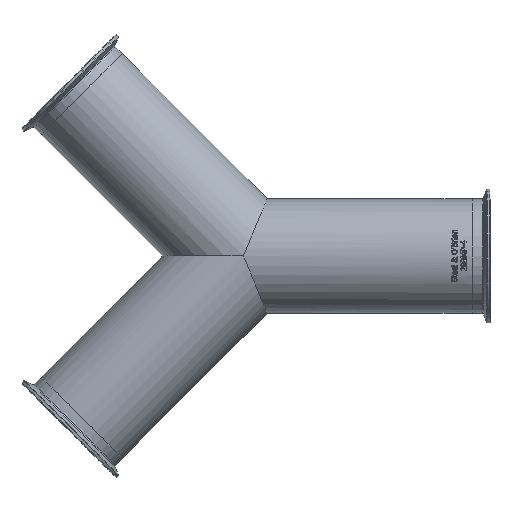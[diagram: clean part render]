
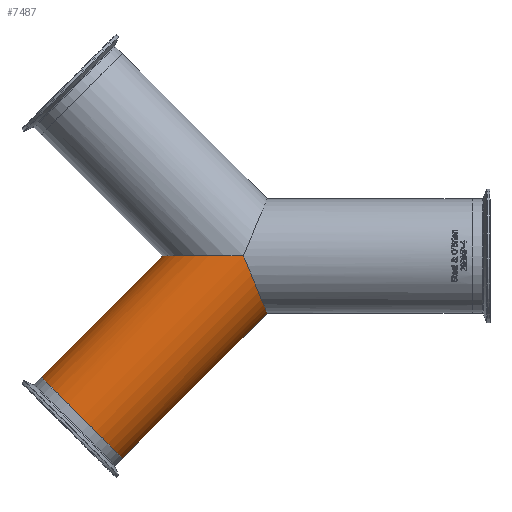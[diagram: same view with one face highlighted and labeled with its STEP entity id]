
A CAD part, top view. The second image highlights one B-rep face of the part: STEP entity #7487.
In plain terms, the highlighted cylindrical face has radius 50.8 mm (diameter 101.6 mm), a full revolution.
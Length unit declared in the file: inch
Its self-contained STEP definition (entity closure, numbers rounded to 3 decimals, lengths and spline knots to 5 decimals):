
#71=ELLIPSE('',#7882,2.16487,2.);
#73=ELLIPSE('',#7884,2.16487,2.);
#77=ELLIPSE('',#7912,2.82843,2.);
#1149=FACE_OUTER_BOUND('',#1595,.T.);
#1595=EDGE_LOOP('',(#6633,#6634,#6635,#6636,#6637,#6638,#6639));
#1804=CIRCLE('',#7922,2.);
#1805=CIRCLE('',#7923,2.);
#2392=LINE('',#16358,#2842);
#2842=VECTOR('',#9288,2.);
#3480=VERTEX_POINT('',#16299);
#3481=VERTEX_POINT('',#16301);
#3482=VERTEX_POINT('',#16303);
#3492=VERTEX_POINT('',#16355);
#3493=VERTEX_POINT('',#16356);
#4553=EDGE_CURVE('',#3480,#3481,#71,.T.);
#4555=EDGE_CURVE('',#3482,#3480,#73,.T.);
#4568=EDGE_CURVE('',#3482,#3481,#77,.T.);
#4575=EDGE_CURVE('',#3492,#3493,#1804,.T.);
#4576=EDGE_CURVE('',#3493,#3482,#2392,.T.);
#4577=EDGE_CURVE('',#3493,#3492,#1805,.T.);
#6633=ORIENTED_EDGE('',*,*,#4575,.T.);
#6634=ORIENTED_EDGE('',*,*,#4576,.T.);
#6635=ORIENTED_EDGE('',*,*,#4568,.T.);
#6636=ORIENTED_EDGE('',*,*,#4553,.F.);
#6637=ORIENTED_EDGE('',*,*,#4555,.F.);
#6638=ORIENTED_EDGE('',*,*,#4576,.F.);
#6639=ORIENTED_EDGE('',*,*,#4577,.T.);
#7053=CYLINDRICAL_SURFACE('',#7921,2.);
#7487=ADVANCED_FACE('',(#1149),#7053,.T.);
#7882=AXIS2_PLACEMENT_3D('',#16302,#9203,#9204);
#7884=AXIS2_PLACEMENT_3D('',#16305,#9207,#9208);
#7912=AXIS2_PLACEMENT_3D('',#16343,#9265,#9266);
#7921=AXIS2_PLACEMENT_3D('',#16354,#9284,#9285);
#7922=AXIS2_PLACEMENT_3D('',#16357,#9286,#9287);
#7923=AXIS2_PLACEMENT_3D('',#16359,#9289,#9290);
#9203=DIRECTION('center_axis',(0.924,0.383,0.));
#9204=DIRECTION('ref_axis',(0.383,-0.924,0.));
#9207=DIRECTION('center_axis',(0.924,0.383,0.));
#9208=DIRECTION('ref_axis',(0.383,-0.924,0.));
#9265=DIRECTION('center_axis',(0.,-1.,
0.));
#9266=DIRECTION('ref_axis',(1.,0.,0.));
#9284=DIRECTION('center_axis',(-0.707,-0.707,0.));
#9285=DIRECTION('ref_axis',(0.,0.,
-1.));
#9286=DIRECTION('center_axis',(0.707,0.707,0.));
#9287=DIRECTION('ref_axis',(0.,0.,
-1.));
#9288=DIRECTION('',(0.707,0.707,0.));
#9289=DIRECTION('center_axis',(0.707,0.707,0.));
#9290=DIRECTION('ref_axis',(0.,0.,
-1.));
#16299=CARTESIAN_POINT('',(0.82864,-2.,0.));
#16301=CARTESIAN_POINT('',(0.,0.,-2.));
#16302=CARTESIAN_POINT('Origin',(0.,0.,
0.));
#16303=CARTESIAN_POINT('',(0.,0.,2.));
#16305=CARTESIAN_POINT('Origin',(0.,0.,
0.));
#16343=CARTESIAN_POINT('Origin',(0.,0.,
0.));
#16354=CARTESIAN_POINT('Origin',(0.,0.,
0.));
#16355=CARTESIAN_POINT('',(-4.24135,-7.07184,0.));
#16356=CARTESIAN_POINT('',(-5.65582,-5.65789,2.));
#16357=CARTESIAN_POINT('Origin',(-5.65582,-5.65789,0.));
#16358=CARTESIAN_POINT('',(0.,0.,2.));
#16359=CARTESIAN_POINT('Origin',(-5.65582,-5.65789,0.));
